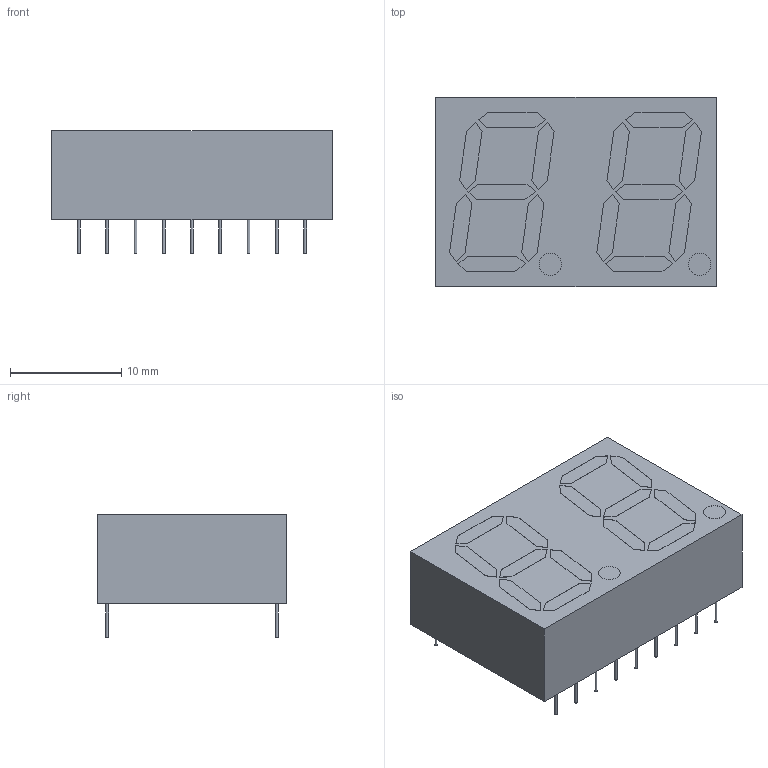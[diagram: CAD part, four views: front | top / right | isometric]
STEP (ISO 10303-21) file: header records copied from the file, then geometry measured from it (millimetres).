
FILE_DESCRIPTION(('FreeCAD Model'),'2;1');
FILE_NAME( 'package-0.56in_led-display.step', '2020-05-13T10:39:58',('Author'),(''), 'Open CASCADE STEP processor 7.3','FreeCAD','Unknown');
FILE_SCHEMA(('AUTOMOTIVE_DESIGN { 1 0 10303 214 1 1 1 1 }'));
Length unit declared in the file: millimetre
Products named in the file (2): Compound002; Compound003
Bounding box: 25.15 x 17.02 x 11.01 mm (x, y, z)
Volume: 3427.7 mm3; surface area: 1794.1 mm2
Topology: 35 solids, 35 shells, 178 faces, 324 edges, 216 vertices
Faces by surface type: plane 158, cylinder 20
Full cylindrical faces by diameter (mm): 0.254 x18, 2 x2
Entity records: 9723 total; most frequent: DIRECTION 1370, CARTESIAN_POINT 1367, LINE 892, VECTOR 892, ORIENTED_EDGE 648, PCURVE 648, DEFINITIONAL_REPRESENTATION 648, EDGE_CURVE 324
